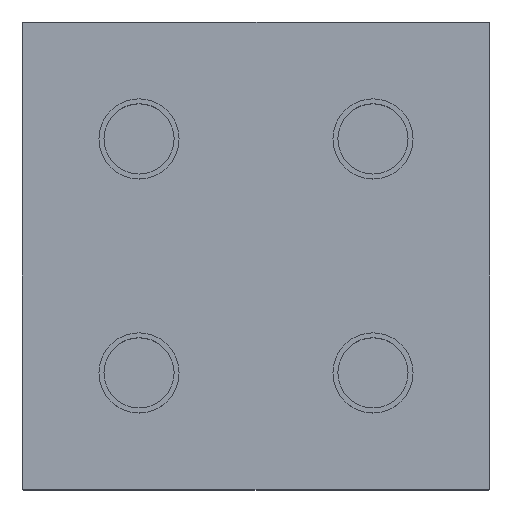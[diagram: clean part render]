
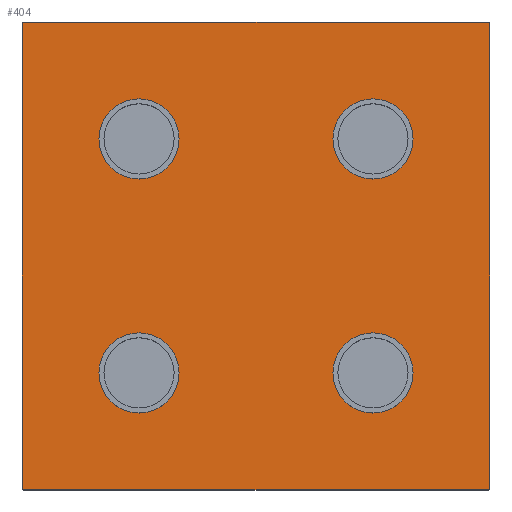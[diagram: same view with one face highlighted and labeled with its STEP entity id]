
A CAD part, top view. The second image highlights one B-rep face of the part: STEP entity #404.
In plain terms, the highlighted planar face has unit normal (0, 0, 1).
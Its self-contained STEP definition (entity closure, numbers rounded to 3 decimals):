
#1 = VERTEX_POINT ( 'NONE', #69 ) ;
#2 = CARTESIAN_POINT ( 'NONE',  ( -39.7, 40., 4. ) ) ;
#3 = CARTESIAN_POINT ( 'NONE',  ( 26.85, -20., 4. ) ) ;
#16 = CARTESIAN_POINT ( 'NONE',  ( -26.85, 20., 4. ) ) ;
#20 = VERTEX_POINT ( 'NONE', #79 ) ;
#22 = VERTEX_POINT ( 'NONE', #52 ) ;
#25 = VERTEX_POINT ( 'NONE', #77 ) ;
#29 = CARTESIAN_POINT ( 'NONE',  ( 40., 39.7, 4. ) ) ;
#32 = CARTESIAN_POINT ( 'NONE',  ( 13.15, 20., 4. ) ) ;
#35 = CARTESIAN_POINT ( 'NONE',  ( 39.7, 40., 4. ) ) ;
#36 = VERTEX_POINT ( 'NONE', #65 ) ;
#43 = VERTEX_POINT ( 'NONE', #35 ) ;
#46 = VERTEX_POINT ( 'NONE', #102 ) ;
#51 = VERTEX_POINT ( 'NONE', #29 ) ;
#52 = CARTESIAN_POINT ( 'NONE',  ( -40., -39.7, 4. ) ) ;
#61 = VERTEX_POINT ( 'NONE', #3 ) ;
#63 = CARTESIAN_POINT ( 'NONE',  ( 39.7, -40., 4. ) ) ;
#64 = CARTESIAN_POINT ( 'NONE',  ( -13.15, -20., 4. ) ) ;
#65 = CARTESIAN_POINT ( 'NONE',  ( -39.7, -40., 4. ) ) ;
#69 = CARTESIAN_POINT ( 'NONE',  ( -13.15, 20., 4. ) ) ;
#72 = VERTEX_POINT ( 'NONE', #63 ) ;
#73 = VERTEX_POINT ( 'NONE', #32 ) ;
#77 = CARTESIAN_POINT ( 'NONE',  ( -40., 39.7, 4. ) ) ;
#79 = CARTESIAN_POINT ( 'NONE',  ( 26.85, 20., 4. ) ) ;
#81 = CARTESIAN_POINT ( 'NONE',  ( 13.15, -20., 4. ) ) ;
#84 = VERTEX_POINT ( 'NONE', #16 ) ;
#88 = CARTESIAN_POINT ( 'NONE',  ( 40., -39.7, 4. ) ) ;
#89 = VERTEX_POINT ( 'NONE', #88 ) ;
#94 = VERTEX_POINT ( 'NONE', #64 ) ;
#101 = VERTEX_POINT ( 'NONE', #2 ) ;
#102 = CARTESIAN_POINT ( 'NONE',  ( -26.85, -20., 4. ) ) ;
#107 = VERTEX_POINT ( 'NONE', #81 ) ;
#262 = AXIS2_PLACEMENT_3D ( 'NONE', #620, #617, #532 ) ;
#265 = AXIS2_PLACEMENT_3D ( 'NONE', #563, #423, #425 ) ;
#271 = AXIS2_PLACEMENT_3D ( 'NONE', #613, #608, #611 ) ;
#273 = AXIS2_PLACEMENT_3D ( 'NONE', #660, #674, #618 ) ;
#278 = AXIS2_PLACEMENT_3D ( 'NONE', #534, #614, #527 ) ;
#282 = AXIS2_PLACEMENT_3D ( 'NONE', #547, #424, #439 ) ;
#290 = AXIS2_PLACEMENT_3D ( 'NONE', #506, #507, #495 ) ;
#291 = AXIS2_PLACEMENT_3D ( 'NONE', #503, #504, #505 ) ;
#292 = AXIS2_PLACEMENT_3D ( 'NONE', #670, #638, #640 ) ;
#294 = AXIS2_PLACEMENT_3D ( 'NONE', #574, #568, #564 ) ;
#298 = AXIS2_PLACEMENT_3D ( 'NONE', #521, #606, #663 ) ;
#300 = EDGE_CURVE ( 'NONE', #22, #36, #716, .T. ) ;
#311 = EDGE_CURVE ( 'NONE', #25, #22, #690, .T. ) ;
#325 = EDGE_CURVE ( 'NONE', #61, #107, #899, .T. ) ;
#326 = EDGE_CURVE ( 'NONE', #72, #89, #886, .T. ) ;
#328 = EDGE_CURVE ( 'NONE', #73, #20, #877, .T. ) ;
#331 = EDGE_CURVE ( 'NONE', #89, #51, #876, .T. ) ;
#343 = EDGE_CURVE ( 'NONE', #84, #1, #834, .T. ) ;
#344 = EDGE_CURVE ( 'NONE', #51, #43, #859, .T. ) ;
#346 = EDGE_CURVE ( 'NONE', #43, #101, #843, .T. ) ;
#354 = EDGE_CURVE ( 'NONE', #94, #46, #815, .T. ) ;
#356 = EDGE_CURVE ( 'NONE', #20, #73, #863, .T. ) ;
#361 = EDGE_CURVE ( 'NONE', #107, #61, #883, .T. ) ;
#363 = EDGE_CURVE ( 'NONE', #46, #94, #807, .T. ) ;
#366 = EDGE_CURVE ( 'NONE', #1, #84, #854, .T. ) ;
#370 = EDGE_CURVE ( 'NONE', #101, #25, #847, .T. ) ;
#372 = EDGE_CURVE ( 'NONE', #36, #72, #850, .T. ) ;
#386 = AXIS2_PLACEMENT_3D ( 'NONE', #561, #559, #516 ) ;
#404 = ADVANCED_FACE ( 'NONE', ( #977, #968, #967, #950, #972 ), #648, .T. ) ;
#423 = DIRECTION ( 'NONE',  ( 0., 0., 1. ) ) ;
#424 = DIRECTION ( 'NONE',  ( 0., 0., 1. ) ) ;
#425 = DIRECTION ( 'NONE',  ( 1., 0., 0. ) ) ;
#439 = DIRECTION ( 'NONE',  ( 1., 0., 0. ) ) ;
#495 = DIRECTION ( 'NONE',  ( 1., 0., 0. ) ) ;
#503 = CARTESIAN_POINT ( 'NONE',  ( -39.7, 39.7, 4. ) ) ;
#504 = DIRECTION ( 'NONE',  ( 0., 0., 1. ) ) ;
#505 = DIRECTION ( 'NONE',  ( 1., 0., 0. ) ) ;
#506 = CARTESIAN_POINT ( 'NONE',  ( -20., 20., 4. ) ) ;
#507 = DIRECTION ( 'NONE',  ( 0., 0., 1. ) ) ;
#516 = DIRECTION ( 'NONE',  ( 1., 0., 0. ) ) ;
#518 = CARTESIAN_POINT ( 'NONE',  ( -40., 40., 4. ) ) ;
#521 = CARTESIAN_POINT ( 'NONE',  ( -20., -20., 4. ) ) ;
#522 = CARTESIAN_POINT ( 'NONE',  ( 40., 40., 4. ) ) ;
#527 = DIRECTION ( 'NONE',  ( 1., 0., 0. ) ) ;
#532 = DIRECTION ( 'NONE',  ( 1., 0., 0. ) ) ;
#534 = CARTESIAN_POINT ( 'NONE',  ( -20., 20., 4. ) ) ;
#547 = CARTESIAN_POINT ( 'NONE',  ( 39.7, -39.7, 4. ) ) ;
#559 = DIRECTION ( 'NONE',  ( 0., 0., 1. ) ) ;
#561 = CARTESIAN_POINT ( 'NONE',  ( -39.7, -39.7, 4. ) ) ;
#563 = CARTESIAN_POINT ( 'NONE',  ( 20., -20., 4. ) ) ;
#564 = DIRECTION ( 'NONE',  ( 1., 0., 0. ) ) ;
#566 = DIRECTION ( 'NONE',  ( -1., 0., 0. ) ) ;
#567 = CARTESIAN_POINT ( 'NONE',  ( -40., 40., 4. ) ) ;
#568 = DIRECTION ( 'NONE',  ( 0., 0., 1. ) ) ;
#573 = CARTESIAN_POINT ( 'NONE',  ( -40., -40., 4. ) ) ;
#574 = CARTESIAN_POINT ( 'NONE',  ( 20., 20., 4. ) ) ;
#599 = DIRECTION ( 'NONE',  ( 1., 0., 0. ) ) ;
#600 = DIRECTION ( 'NONE',  ( 0., -1., 0. ) ) ;
#606 = DIRECTION ( 'NONE',  ( 0., 0., 1. ) ) ;
#608 = DIRECTION ( 'NONE',  ( 0., 0., 1. ) ) ;
#611 = DIRECTION ( 'NONE',  ( 1., 0., 0. ) ) ;
#612 = DIRECTION ( 'NONE',  ( 0., 1., 0. ) ) ;
#613 = CARTESIAN_POINT ( 'NONE',  ( 39.7, 39.7, 4. ) ) ;
#614 = DIRECTION ( 'NONE',  ( 0., 0., 1. ) ) ;
#617 = DIRECTION ( 'NONE',  ( 0., 0., 1. ) ) ;
#618 = DIRECTION ( 'NONE',  ( 1., 0., 0. ) ) ;
#620 = CARTESIAN_POINT ( 'NONE',  ( 20., 20., 4. ) ) ;
#638 = DIRECTION ( 'NONE',  ( 0., 0., 1. ) ) ;
#640 = DIRECTION ( 'NONE',  ( 1., 0., 0. ) ) ;
#642 = DIRECTION ( 'NONE',  ( 1., 0., 0. ) ) ;
#648 = PLANE ( 'NONE',  #1135 ) ;
#660 = CARTESIAN_POINT ( 'NONE',  ( -20., -20., 4. ) ) ;
#663 = DIRECTION ( 'NONE',  ( 1., 0., 0. ) ) ;
#669 = CARTESIAN_POINT ( 'NONE',  ( -40., -40., 4. ) ) ;
#670 = CARTESIAN_POINT ( 'NONE',  ( 20., -20., 4. ) ) ;
#674 = DIRECTION ( 'NONE',  ( 0., 0., 1. ) ) ;
#675 = DIRECTION ( 'NONE',  ( 0., 0., 1. ) ) ;
#690 = LINE ( 'NONE', #518, #721 ) ;
#716 = CIRCLE ( 'NONE', #386, 0.3 ) ;
#721 = VECTOR ( 'NONE', #600, 1000. ) ;
#731 = ORIENTED_EDGE ( 'NONE', *, *, #300, .T. ) ;
#732 = ORIENTED_EDGE ( 'NONE', *, *, #356, .F. ) ;
#733 = ORIENTED_EDGE ( 'NONE', *, *, #343, .F. ) ;
#735 = ORIENTED_EDGE ( 'NONE', *, *, #366, .F. ) ;
#739 = ORIENTED_EDGE ( 'NONE', *, *, #326, .T. ) ;
#741 = ORIENTED_EDGE ( 'NONE', *, *, #325, .F. ) ;
#744 = ORIENTED_EDGE ( 'NONE', *, *, #331, .T. ) ;
#750 = ORIENTED_EDGE ( 'NONE', *, *, #328, .F. ) ;
#751 = ORIENTED_EDGE ( 'NONE', *, *, #372, .T. ) ;
#754 = ORIENTED_EDGE ( 'NONE', *, *, #361, .F. ) ;
#759 = ORIENTED_EDGE ( 'NONE', *, *, #370, .T. ) ;
#773 = ORIENTED_EDGE ( 'NONE', *, *, #311, .T. ) ;
#775 = ORIENTED_EDGE ( 'NONE', *, *, #346, .T. ) ;
#777 = ORIENTED_EDGE ( 'NONE', *, *, #344, .T. ) ;
#784 = ORIENTED_EDGE ( 'NONE', *, *, #354, .F. ) ;
#787 = ORIENTED_EDGE ( 'NONE', *, *, #363, .F. ) ;
#807 = CIRCLE ( 'NONE', #298, 6.85 ) ;
#815 = CIRCLE ( 'NONE', #273, 6.85 ) ;
#822 = VECTOR ( 'NONE', #566, 1000. ) ;
#834 = CIRCLE ( 'NONE', #278, 6.85 ) ;
#843 = LINE ( 'NONE', #567, #822 ) ;
#847 = CIRCLE ( 'NONE', #291, 0.3 ) ;
#850 = LINE ( 'NONE', #573, #866 ) ;
#854 = CIRCLE ( 'NONE', #290, 6.85 ) ;
#859 = CIRCLE ( 'NONE', #271, 0.3 ) ;
#863 = CIRCLE ( 'NONE', #294, 6.85 ) ;
#866 = VECTOR ( 'NONE', #599, 1000. ) ;
#875 = VECTOR ( 'NONE', #612, 1000. ) ;
#876 = LINE ( 'NONE', #522, #875 ) ;
#877 = CIRCLE ( 'NONE', #262, 6.85 ) ;
#883 = CIRCLE ( 'NONE', #292, 6.85 ) ;
#886 = CIRCLE ( 'NONE', #282, 0.3 ) ;
#899 = CIRCLE ( 'NONE', #265, 6.85 ) ;
#950 = FACE_BOUND ( 'NONE', #1015, .T. ) ;
#967 = FACE_BOUND ( 'NONE', #1122, .T. ) ;
#968 = FACE_BOUND ( 'NONE', #993, .T. ) ;
#972 = FACE_BOUND ( 'NONE', #1038, .T. ) ;
#977 = FACE_OUTER_BOUND ( 'NONE', #1035, .T. ) ;
#993 = EDGE_LOOP ( 'NONE', ( #754, #741 ) ) ;
#1015 = EDGE_LOOP ( 'NONE', ( #750, #732 ) ) ;
#1035 = EDGE_LOOP ( 'NONE', ( #775, #759, #773, #731, #751, #739, #744, #777 ) ) ;
#1038 = EDGE_LOOP ( 'NONE', ( #733, #735 ) ) ;
#1122 = EDGE_LOOP ( 'NONE', ( #787, #784 ) ) ;
#1135 = AXIS2_PLACEMENT_3D ( 'NONE', #669, #675, #642 ) ;
